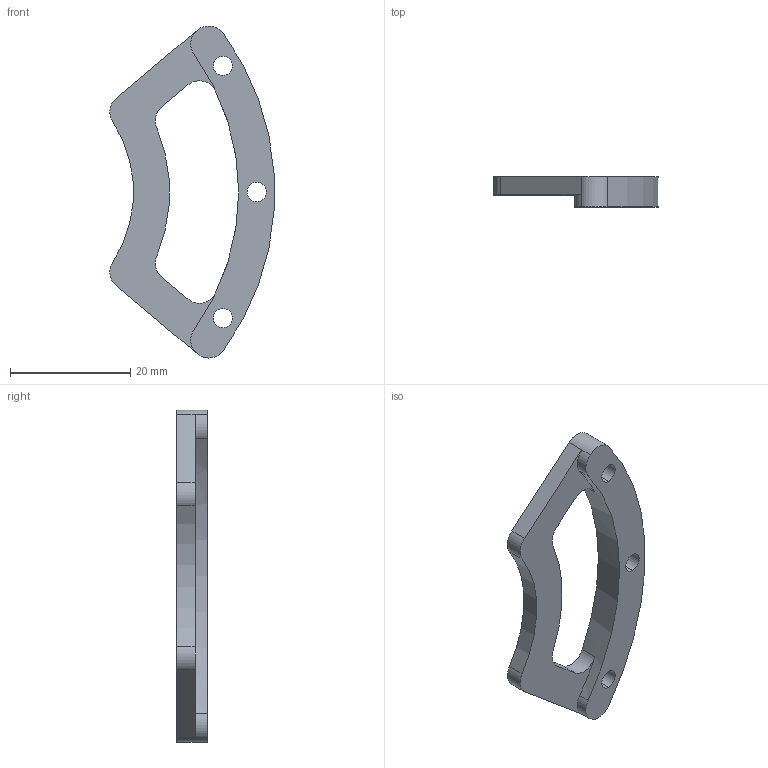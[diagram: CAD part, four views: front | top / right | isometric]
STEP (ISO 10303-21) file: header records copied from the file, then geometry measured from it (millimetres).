
FILE_DESCRIPTION (( 'STEP AP203' ), '1' );
FILE_NAME ('hip_stopper_static.STEP', '2024-10-14T02:53:11', ( 'lance' ), ( '' ), 'SwSTEP 2.0', 'SolidWorks 2021', '' );
FILE_SCHEMA (( 'CONFIG_CONTROL_DESIGN' ));
Length unit declared in the file: millimetre
Products named in the file (1): hip_stopper_static
Bounding box: 27.33 x 5 x 55.26 mm (x, y, z)
Volume: 2657.7 mm3; surface area: 2408.7 mm2
Topology: 1 solids, 1 shells, 29 faces, 82 edges, 54 vertices
Faces by surface type: cylinder 22, plane 7
Entity records: 1059 total; most frequent: DIRECTION 188, CARTESIAN_POINT 166, ORIENTED_EDGE 164, EDGE_CURVE 82, AXIS2_PLACEMENT_3D 76, VERTEX_POINT 54, CIRCLE 46, VECTOR 36
